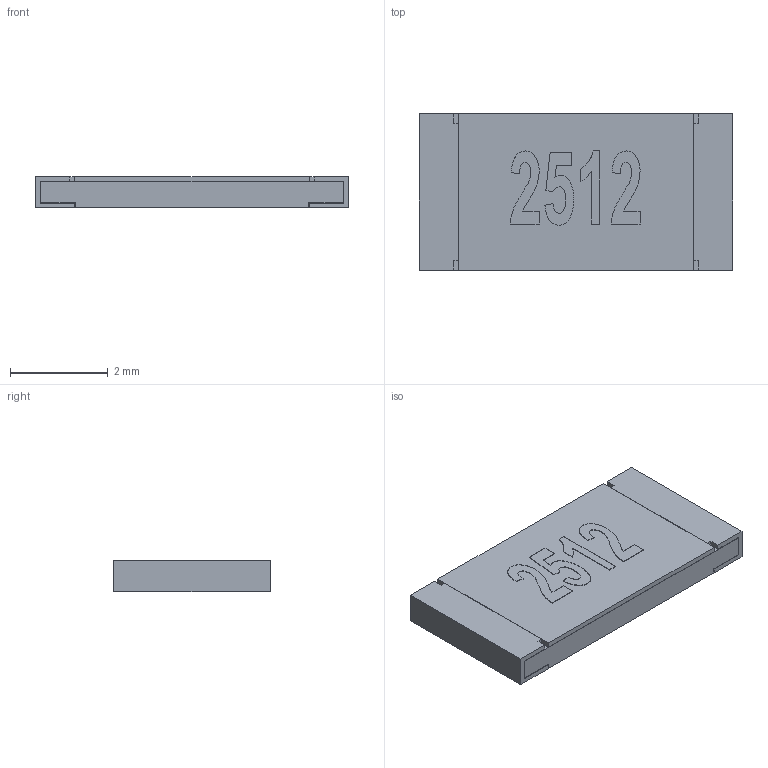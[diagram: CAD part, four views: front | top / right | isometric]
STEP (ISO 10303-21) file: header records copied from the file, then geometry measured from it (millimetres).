
FILE_DESCRIPTION (( 'STEP AP214' ), '1' );
FILE_NAME ('CA54F1B0-94DA-4D46-AEFD-A5ECCF699697.STEP', '2023-03-23T21:24:44', ( '' ), ( '' ), 'SwSTEP 2.0', 'SolidWorks 2022', '' );
FILE_SCHEMA (( 'AUTOMOTIVE_DESIGN' ));
Length unit declared in the file: millimetre
Products named in the file (1): CA54F1B0-94DA-4D46-AEFD-A5ECCF699697
Bounding box: 6.4 x 3.2 x 0.65 mm (x, y, z)
Volume: 12.9 mm3; surface area: 109.8 mm2
Topology: 4 solids, 4 shells, 201 faces, 567 edges, 378 vertices
Faces by surface type: plane 111, cylinder 90
Entity records: 6712 total; most frequent: DIRECTION 1151, CARTESIAN_POINT 1147, ORIENTED_EDGE 1134, EDGE_CURVE 567, LINE 387, VECTOR 387, AXIS2_PLACEMENT_3D 382, VERTEX_POINT 378
